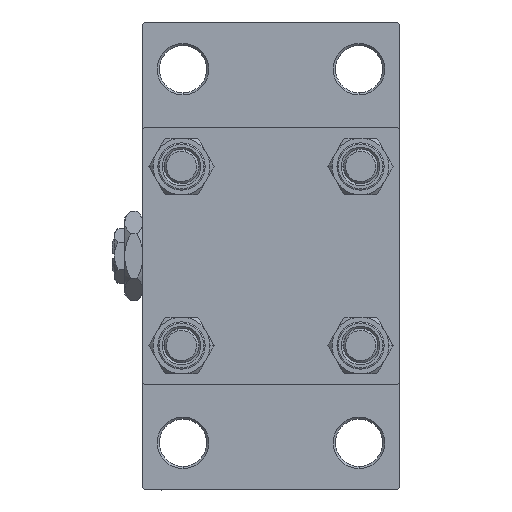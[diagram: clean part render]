
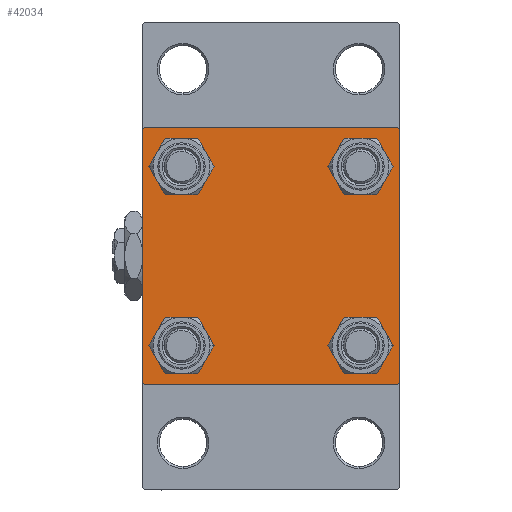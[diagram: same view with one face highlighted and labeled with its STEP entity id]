
A CAD part, left-side view. The second image highlights one B-rep face of the part: STEP entity #42034.
In plain terms, the highlighted planar face has unit normal (-1, 0, 0).
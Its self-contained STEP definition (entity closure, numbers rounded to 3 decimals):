
#24 = AXIS2_PLACEMENT_3D ( 'NONE', #29605, #44556, #33594 ) ;
#407 = AXIS2_PLACEMENT_3D ( 'NONE', #5296, #2304, #43203 ) ;
#1702 = VECTOR ( 'NONE', #48405, 1000. ) ;
#1821 = ORIENTED_EDGE ( 'NONE', *, *, #31943, .T. ) ;
#2235 = EDGE_CURVE ( 'NONE', #9767, #5830, #23396, .T. ) ;
#2304 = DIRECTION ( 'NONE',  ( 1., 0., 0. ) ) ;
#2956 = AXIS2_PLACEMENT_3D ( 'NONE', #8371, #13084, #42763 ) ;
#3674 = CARTESIAN_POINT ( 'NONE',  ( 0., -29.5, 30. ) ) ;
#3719 = VERTEX_POINT ( 'NONE', #44992 ) ;
#5296 = CARTESIAN_POINT ( 'NONE',  ( 0., -20.85, 20.85 ) ) ;
#5577 = VECTOR ( 'NONE', #42076, 1000. ) ;
#5655 = VECTOR ( 'NONE', #44202, 1000. ) ;
#5768 = CARTESIAN_POINT ( 'NONE',  ( 0., -30., -29.5 ) ) ;
#5830 = VERTEX_POINT ( 'NONE', #5768 ) ;
#6089 = FACE_BOUND ( 'NONE', #26921, .T. ) ;
#6331 = CARTESIAN_POINT ( 'NONE',  ( 0., 0., 0. ) ) ;
#6462 = CARTESIAN_POINT ( 'NONE',  ( 0., 29.75, 29.75 ) ) ;
#6973 = VERTEX_POINT ( 'NONE', #23186 ) ;
#7022 = VECTOR ( 'NONE', #47172, 1000. ) ;
#7096 = AXIS2_PLACEMENT_3D ( 'NONE', #31645, #13185, #39860 ) ;
#8195 = DIRECTION ( 'NONE',  ( 0., 0., 1. ) ) ;
#8284 = CIRCLE ( 'NONE', #35363, 4.5 ) ;
#8371 = CARTESIAN_POINT ( 'NONE',  ( 0., 20.85, 20.85 ) ) ;
#8442 = CARTESIAN_POINT ( 'NONE',  ( 0., 20.85, -20.85 ) ) ;
#9361 = CARTESIAN_POINT ( 'NONE',  ( 0., 30., 30. ) ) ;
#9366 = VERTEX_POINT ( 'NONE', #36247 ) ;
#9767 = VERTEX_POINT ( 'NONE', #18213 ) ;
#10409 = VECTOR ( 'NONE', #24441, 1000. ) ;
#10478 = CARTESIAN_POINT ( 'NONE',  ( 0., -20.85, -16.35 ) ) ;
#11001 = DIRECTION ( 'NONE',  ( 1., 0., 0. ) ) ;
#11141 = EDGE_CURVE ( 'NONE', #33258, #6973, #8284, .T. ) ;
#11161 = ORIENTED_EDGE ( 'NONE', *, *, #31281, .T. ) ;
#11561 = ORIENTED_EDGE ( 'NONE', *, *, #2235, .T. ) ;
#11681 = DIRECTION ( 'NONE',  ( 1., 0., 0. ) ) ;
#12003 = ORIENTED_EDGE ( 'NONE', *, *, #29312, .T. ) ;
#12633 = DIRECTION ( 'NONE',  ( 0., 0., 1. ) ) ;
#12805 = VERTEX_POINT ( 'NONE', #48811 ) ;
#12884 = CARTESIAN_POINT ( 'NONE',  ( 0., 20.85, -20.85 ) ) ;
#13054 = EDGE_CURVE ( 'NONE', #13211, #48424, #24304, .T. ) ;
#13084 = DIRECTION ( 'NONE',  ( 1., 0., 0. ) ) ;
#13185 = DIRECTION ( 'NONE',  ( 1., 0., 0. ) ) ;
#13211 = VERTEX_POINT ( 'NONE', #19156 ) ;
#13605 = EDGE_CURVE ( 'NONE', #23191, #35244, #16572, .T. ) ;
#13781 = CARTESIAN_POINT ( 'NONE',  ( 0., 29.75, -29.75 ) ) ;
#14094 = VERTEX_POINT ( 'NONE', #41859 ) ;
#14121 = VERTEX_POINT ( 'NONE', #27149 ) ;
#14193 = AXIS2_PLACEMENT_3D ( 'NONE', #34176, #11001, #21983 ) ;
#14266 = ORIENTED_EDGE ( 'NONE', *, *, #22435, .T. ) ;
#14465 = ORIENTED_EDGE ( 'NONE', *, *, #36006, .T. ) ;
#16490 = CARTESIAN_POINT ( 'NONE',  ( 0., 30., 30. ) ) ;
#16540 = DIRECTION ( 'NONE',  ( 0., 0., 1. ) ) ;
#16572 = LINE ( 'NONE', #9361, #41700 ) ;
#17049 = FACE_BOUND ( 'NONE', #48725, .T. ) ;
#17789 = DIRECTION ( 'NONE',  ( 0., 0., 1. ) ) ;
#18213 = CARTESIAN_POINT ( 'NONE',  ( 0., -29.5, -30. ) ) ;
#19156 = CARTESIAN_POINT ( 'NONE',  ( 0., -20.85, 25.35 ) ) ;
#20126 = DIRECTION ( 'NONE',  ( 1., 0., 0. ) ) ;
#20455 = VECTOR ( 'NONE', #40257, 1000. ) ;
#20529 = CIRCLE ( 'NONE', #14193, 4.5 ) ;
#20738 = ORIENTED_EDGE ( 'NONE', *, *, #13054, .T. ) ;
#21282 = FACE_OUTER_BOUND ( 'NONE', #45712, .T. ) ;
#21675 = EDGE_CURVE ( 'NONE', #48424, #13211, #25318, .T. ) ;
#21983 = DIRECTION ( 'NONE',  ( 0., 0., 1. ) ) ;
#22435 = EDGE_CURVE ( 'NONE', #14094, #23191, #29390, .T. ) ;
#23130 = CIRCLE ( 'NONE', #24, 4.5 ) ;
#23186 = CARTESIAN_POINT ( 'NONE',  ( 0., 20.85, -16.35 ) ) ;
#23191 = VERTEX_POINT ( 'NONE', #43620 ) ;
#23396 = LINE ( 'NONE', #26882, #5577 ) ;
#23728 = EDGE_CURVE ( 'NONE', #9366, #14121, #47540, .T. ) ;
#23851 = EDGE_CURVE ( 'NONE', #3719, #5830, #40014, .T. ) ;
#24053 = CARTESIAN_POINT ( 'NONE',  ( 0., -20.85, 20.85 ) ) ;
#24304 = CIRCLE ( 'NONE', #407, 4.5 ) ;
#24441 = DIRECTION ( 'NONE',  ( 0., 0.707, 0.707 ) ) ;
#24588 = CARTESIAN_POINT ( 'NONE',  ( 0., 30., -29.5 ) ) ;
#24691 = CARTESIAN_POINT ( 'NONE',  ( 0., -29.75, 29.75 ) ) ;
#25182 = CARTESIAN_POINT ( 'NONE',  ( 0., -20.85, 16.35 ) ) ;
#25318 = CIRCLE ( 'NONE', #42026, 4.5 ) ;
#26066 = EDGE_CURVE ( 'NONE', #14094, #41603, #43191, .T. ) ;
#26333 = EDGE_CURVE ( 'NONE', #14121, #9366, #20529, .T. ) ;
#26882 = CARTESIAN_POINT ( 'NONE',  ( 0., -29.75, -29.75 ) ) ;
#26921 = EDGE_LOOP ( 'NONE', ( #11161, #45416 ) ) ;
#27149 = CARTESIAN_POINT ( 'NONE',  ( 0., 20.85, 16.35 ) ) ;
#28005 = VERTEX_POINT ( 'NONE', #31401 ) ;
#28200 = EDGE_CURVE ( 'NONE', #12805, #30870, #38914, .T. ) ;
#29283 = CARTESIAN_POINT ( 'NONE',  ( 0., -30., 30. ) ) ;
#29312 = EDGE_CURVE ( 'NONE', #6973, #33258, #44551, .T. ) ;
#29390 = LINE ( 'NONE', #6462, #47508 ) ;
#29605 = CARTESIAN_POINT ( 'NONE',  ( 0., -20.85, -20.85 ) ) ;
#30673 = ORIENTED_EDGE ( 'NONE', *, *, #26333, .T. ) ;
#30870 = VERTEX_POINT ( 'NONE', #10478 ) ;
#31281 = EDGE_CURVE ( 'NONE', #30870, #12805, #23130, .T. ) ;
#31401 = CARTESIAN_POINT ( 'NONE',  ( 0., 29.5, -30. ) ) ;
#31499 = ORIENTED_EDGE ( 'NONE', *, *, #23851, .F. ) ;
#31645 = CARTESIAN_POINT ( 'NONE',  ( 0., -20.85, -20.85 ) ) ;
#31943 = EDGE_CURVE ( 'NONE', #35244, #28005, #47936, .T. ) ;
#32267 = DIRECTION ( 'NONE',  ( -1., 0., 0. ) ) ;
#32573 = ORIENTED_EDGE ( 'NONE', *, *, #23728, .T. ) ;
#32789 = CARTESIAN_POINT ( 'NONE',  ( 0., 20.85, -25.35 ) ) ;
#33258 = VERTEX_POINT ( 'NONE', #32789 ) ;
#33594 = DIRECTION ( 'NONE',  ( 0., 0., 1. ) ) ;
#34176 = CARTESIAN_POINT ( 'NONE',  ( 0., 20.85, 20.85 ) ) ;
#34286 = ORIENTED_EDGE ( 'NONE', *, *, #13605, .T. ) ;
#35244 = VERTEX_POINT ( 'NONE', #24588 ) ;
#35263 = ORIENTED_EDGE ( 'NONE', *, *, #11141, .T. ) ;
#35363 = AXIS2_PLACEMENT_3D ( 'NONE', #8442, #11681, #8195 ) ;
#36006 = EDGE_CURVE ( 'NONE', #28005, #9767, #48162, .T. ) ;
#36247 = CARTESIAN_POINT ( 'NONE',  ( 0., 20.85, 25.35 ) ) ;
#36498 = PLANE ( 'NONE',  #44054 ) ;
#36815 = ORIENTED_EDGE ( 'NONE', *, *, #26066, .F. ) ;
#38716 = ORIENTED_EDGE ( 'NONE', *, *, #21675, .T. ) ;
#38914 = CIRCLE ( 'NONE', #7096, 4.5 ) ;
#39396 = LINE ( 'NONE', #24691, #10409 ) ;
#39487 = DIRECTION ( 'NONE',  ( 1., 0., 0. ) ) ;
#39860 = DIRECTION ( 'NONE',  ( 0., 0., 1. ) ) ;
#40014 = LINE ( 'NONE', #29283, #20455 ) ;
#40257 = DIRECTION ( 'NONE',  ( 0., 0., -1. ) ) ;
#41603 = VERTEX_POINT ( 'NONE', #3674 ) ;
#41700 = VECTOR ( 'NONE', #47738, 1000. ) ;
#41859 = CARTESIAN_POINT ( 'NONE',  ( 0., 29.5, 30. ) ) ;
#42026 = AXIS2_PLACEMENT_3D ( 'NONE', #24053, #39487, #16540 ) ;
#42034 = ADVANCED_FACE ( 'NONE', ( #17049, #6089, #43728, #44221, #21282 ), #36498, .T. ) ;
#42076 = DIRECTION ( 'NONE',  ( 0., -0.707, 0.707 ) ) ;
#42763 = DIRECTION ( 'NONE',  ( 0., 0., 1. ) ) ;
#43191 = LINE ( 'NONE', #16490, #7022 ) ;
#43203 = DIRECTION ( 'NONE',  ( 0., 0., 1. ) ) ;
#43495 = EDGE_LOOP ( 'NONE', ( #12003, #35263 ) ) ;
#43620 = CARTESIAN_POINT ( 'NONE',  ( 0., 30., 29.5 ) ) ;
#43728 = FACE_BOUND ( 'NONE', #43495, .T. ) ;
#43737 = AXIS2_PLACEMENT_3D ( 'NONE', #12884, #20126, #12633 ) ;
#43987 = EDGE_LOOP ( 'NONE', ( #32573, #30673 ) ) ;
#44054 = AXIS2_PLACEMENT_3D ( 'NONE', #6331, #32267, #17789 ) ;
#44202 = DIRECTION ( 'NONE',  ( 0., -0.707, -0.707 ) ) ;
#44221 = FACE_BOUND ( 'NONE', #43987, .T. ) ;
#44551 = CIRCLE ( 'NONE', #43737, 4.5 ) ;
#44556 = DIRECTION ( 'NONE',  ( 1., 0., 0. ) ) ;
#44992 = CARTESIAN_POINT ( 'NONE',  ( 0., -30., 29.5 ) ) ;
#45416 = ORIENTED_EDGE ( 'NONE', *, *, #28200, .T. ) ;
#45712 = EDGE_LOOP ( 'NONE', ( #34286, #1821, #14465, #11561, #31499, #49167, #36815, #14266 ) ) ;
#47172 = DIRECTION ( 'NONE',  ( 0., -1., 0. ) ) ;
#47508 = VECTOR ( 'NONE', #47590, 1000. ) ;
#47540 = CIRCLE ( 'NONE', #2956, 4.5 ) ;
#47590 = DIRECTION ( 'NONE',  ( 0., 0.707, -0.707 ) ) ;
#47663 = CARTESIAN_POINT ( 'NONE',  ( 0., 30., -30. ) ) ;
#47738 = DIRECTION ( 'NONE',  ( 0., 0., -1. ) ) ;
#47936 = LINE ( 'NONE', #13781, #5655 ) ;
#48162 = LINE ( 'NONE', #47663, #1702 ) ;
#48405 = DIRECTION ( 'NONE',  ( 0., -1., 0. ) ) ;
#48424 = VERTEX_POINT ( 'NONE', #25182 ) ;
#48725 = EDGE_LOOP ( 'NONE', ( #20738, #38716 ) ) ;
#48811 = CARTESIAN_POINT ( 'NONE',  ( 0., -20.85, -25.35 ) ) ;
#49167 = ORIENTED_EDGE ( 'NONE', *, *, #49173, .T. ) ;
#49173 = EDGE_CURVE ( 'NONE', #3719, #41603, #39396, .T. ) ;
